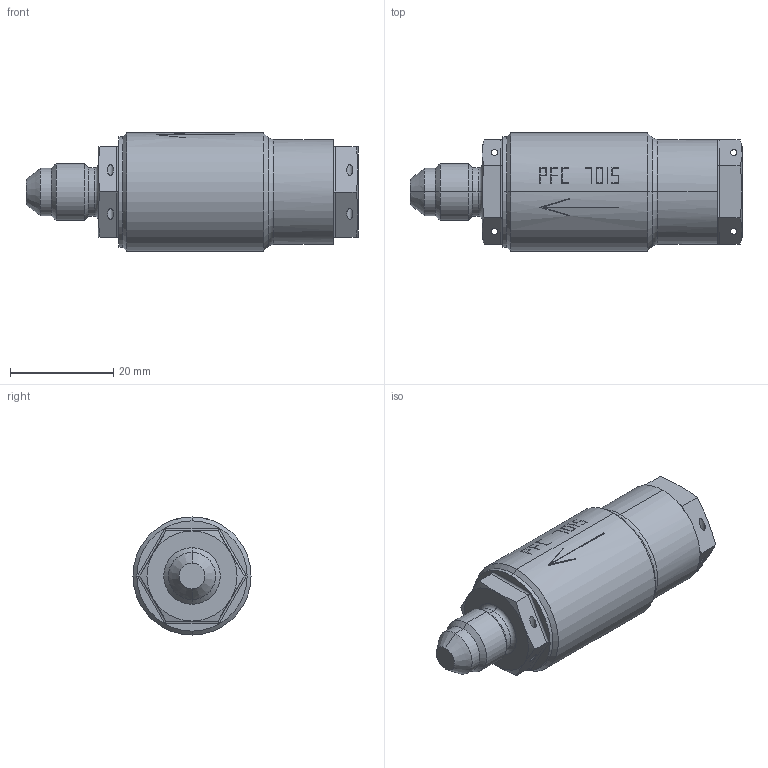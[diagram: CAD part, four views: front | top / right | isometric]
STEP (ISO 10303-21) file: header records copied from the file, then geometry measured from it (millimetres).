
FILE_DESCRIPTION (( 'STEP AP203' ), '1' );
FILE_NAME ('07015000 Whole.STEP', '2015-01-28T20:34:13', ( '' ), ( '' ), 'SwSTEP 2.0', 'SolidWorks 2014', '' );
FILE_SCHEMA (( 'CONFIG_CONTROL_DESIGN' ));
Length unit declared in the file: inch
Products named in the file (1): 07015000 Whole
Bounding box: 64.26 x 22.86 x 22.86 mm (x, y, z)
Volume: 18010.1 mm3; surface area: 5041.8 mm2
Topology: 1 solids, 1 shells, 169 faces, 408 edges, 254 vertices
Faces by surface type: plane 85, cylinder 46, cone 28, bspline 6, torus 4
Entity records: 5102 total; most frequent: CARTESIAN_POINT 1175, ORIENTED_EDGE 816, DIRECTION 779, EDGE_CURVE 408, AXIS2_PLACEMENT_3D 290, VERTEX_POINT 254, LINE 199, VECTOR 199
